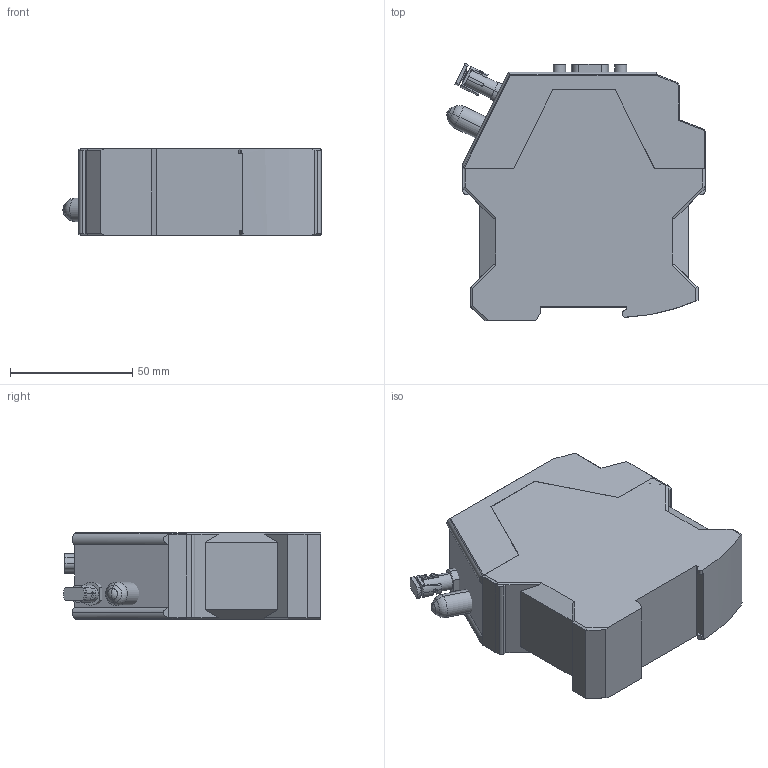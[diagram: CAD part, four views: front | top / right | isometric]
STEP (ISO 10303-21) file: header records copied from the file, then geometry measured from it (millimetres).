
FILE_DESCRIPTION (( 'STEP AP203' ), '1' );
FILE_NAME ('9186_25.STEP', '2010-08-06T10:38:48', ( 'Admin' ), ( 'R. STAHL' ), 'SwSTEP 2.0', 'SolidWorks 2008', '' );
FILE_SCHEMA (( 'CONFIG_CONTROL_DESIGN' ));
Length unit declared in the file: millimetre
Products named in the file (1): 9186_25
Bounding box: 105.6 x 105.03 x 35.2 mm (x, y, z)
Volume: 307244.4 mm3; surface area: 50858.2 mm2
Topology: 9 solids, 13 shells, 646 faces, 1607 edges, 1042 vertices
Faces by surface type: plane 464, cylinder 154, cone 12, torus 12, sphere 4
Entity records: 19359 total; most frequent: CARTESIAN_POINT 3965, ORIENTED_EDGE 3214, DIRECTION 3032, EDGE_CURVE 1607, VECTOR 1202, LINE 1202, VERTEX_POINT 1042, AXIS2_PLACEMENT_3D 915
